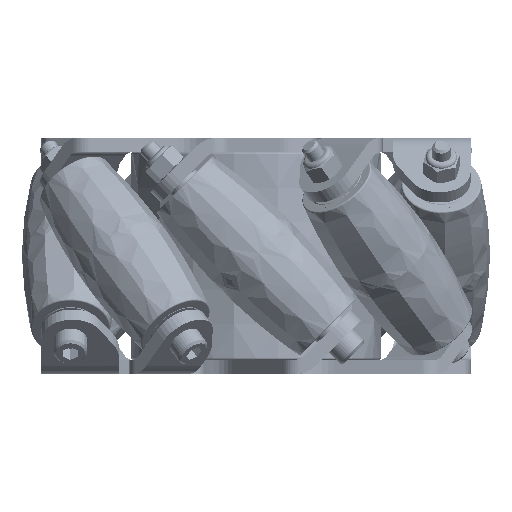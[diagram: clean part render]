
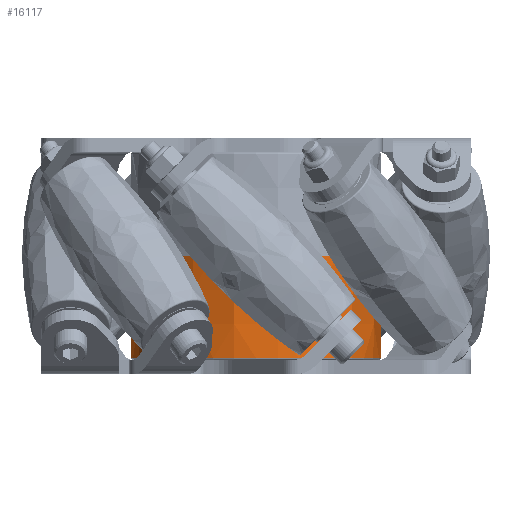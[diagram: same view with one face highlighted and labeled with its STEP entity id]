
A CAD part, front view. The second image highlights one B-rep face of the part: STEP entity #16117.
In plain terms, the highlighted conical face has half-angle 1 degrees and reference radius 20.637 mm.
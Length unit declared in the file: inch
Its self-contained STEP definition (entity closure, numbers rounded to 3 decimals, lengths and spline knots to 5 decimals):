
#288 = DIRECTION ( 'NONE',  ( 0., 0., -1. ) ) ;
#1687 = CARTESIAN_POINT ( 'NONE',  ( -0.8125, 0., 0. ) ) ;
#2499 = ORIENTED_EDGE ( 'NONE', *, *, #29111, .T. ) ;
#3352 = DIRECTION ( 'NONE',  ( -1., 0., 0. ) ) ;
#3458 = DIRECTION ( 'NONE',  ( -1., 0., 0. ) ) ;
#6039 = VERTEX_POINT ( 'NONE', #31367 ) ;
#6976 = ORIENTED_EDGE ( 'NONE', *, *, #25408, .T. ) ;
#7345 = CARTESIAN_POINT ( 'NONE',  ( 0.8125, 0., 0. ) ) ;
#7950 = DIRECTION ( 'NONE',  ( 0.017, 0., 1. ) ) ;
#8675 = ORIENTED_EDGE ( 'NONE', *, *, #10645, .T. ) ;
#9108 = CARTESIAN_POINT ( 'NONE',  ( 0., 0., -0.65567 ) ) ;
#9210 = CARTESIAN_POINT ( 'NONE',  ( 0., 0., 0. ) ) ;
#10645 = EDGE_CURVE ( 'NONE', #33216, #6039, #15492, .T. ) ;
#10930 = LINE ( 'NONE', #35416, #24358 ) ;
#11438 = ORIENTED_EDGE ( 'NONE', *, *, #19779, .F. ) ;
#11698 = DIRECTION ( 'NONE',  ( 0., 0., 1. ) ) ;
#13422 = DIRECTION ( 'NONE',  ( -0.017, 0., 1. ) ) ;
#13987 = DIRECTION ( 'NONE',  ( -1., 0., 0. ) ) ;
#14188 = CARTESIAN_POINT ( 'NONE',  ( -0.80106, 0., -0.65567 ) ) ;
#15492 = CIRCLE ( 'NONE', #33952, 0.80106 ) ;
#16117 = ADVANCED_FACE ( 'NONE', ( #26108 ), #32339, .T. ) ;
#19369 = CARTESIAN_POINT ( 'NONE',  ( 0., 0., 0. ) ) ;
#19570 = DIRECTION ( 'NONE',  ( 0., 0., 1. ) ) ;
#19709 = AXIS2_PLACEMENT_3D ( 'NONE', #9210, #288, #3458 ) ;
#19779 = EDGE_CURVE ( 'NONE', #33216, #20841, #24763, .T. ) ;
#20841 = VERTEX_POINT ( 'NONE', #24766 ) ;
#24358 = VECTOR ( 'NONE', #7950, 39.37008 ) ;
#24763 = LINE ( 'NONE', #1687, #33742 ) ;
#24766 = CARTESIAN_POINT ( 'NONE',  ( -0.8125, 0., 0. ) ) ;
#25408 = EDGE_CURVE ( 'NONE', #36598, #20841, #26045, .T. ) ;
#25483 = EDGE_LOOP ( 'NONE', ( #8675, #2499, #6976, #11438 ) ) ;
#26045 = CIRCLE ( 'NONE', #19709, 0.8125 ) ;
#26108 = FACE_OUTER_BOUND ( 'NONE', #25483, .T. ) ;
#29111 = EDGE_CURVE ( 'NONE', #6039, #36598, #10930, .T. ) ;
#31367 = CARTESIAN_POINT ( 'NONE',  ( 0.80106, 0., -0.65567 ) ) ;
#32339 = CONICAL_SURFACE ( 'NONE', #37335, 0.8125, 0.017 ) ;
#33216 = VERTEX_POINT ( 'NONE', #14188 ) ;
#33742 = VECTOR ( 'NONE', #13422, 39.37008 ) ;
#33952 = AXIS2_PLACEMENT_3D ( 'NONE', #9108, #11698, #3352 ) ;
#35416 = CARTESIAN_POINT ( 'NONE',  ( 0.8125, 0., 0. ) ) ;
#36598 = VERTEX_POINT ( 'NONE', #7345 ) ;
#37335 = AXIS2_PLACEMENT_3D ( 'NONE', #19369, #19570, #13987 ) ;
